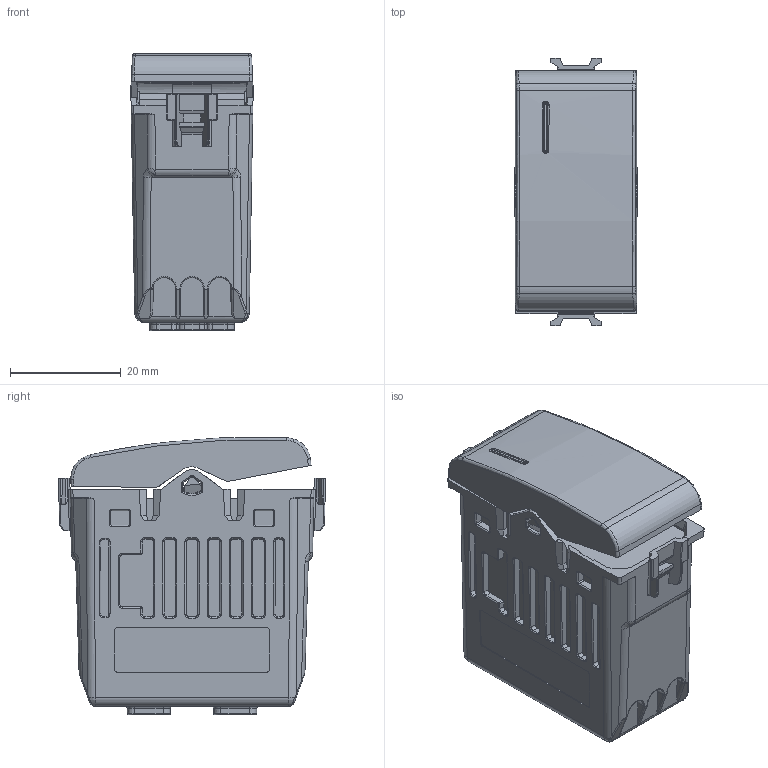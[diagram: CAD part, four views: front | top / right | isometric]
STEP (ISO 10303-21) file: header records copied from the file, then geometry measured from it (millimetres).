
FILE_DESCRIPTION(('CATIA V5 STEP Exchange','CAx-IF Rec.Pracs.--- Model Styling and Organization---1.4--- 2014-01-23'),'2;1');
FILE_NAME('GW10572A.stp','2024-02-06T11:10:12+00:00',('none'),('none'),'CATIA Version 5-6 Release 2019 SP6','CATIA V5 STEP AP214 v1','none');
FILE_SCHEMA(('AUTOMOTIVE_DESIGN { 1 0 10303 214 1 1 1 1 }'));
Length unit declared in the file: millimetre
Products named in the file (1): GW10572A
Bounding box: 22.12 x 48.25 x 50.1 mm (x, y, z)
Volume: 33969.8 mm3; surface area: 12806.1 mm2
Topology: 3 solids, 6 shells, 1440 faces, 3591 edges, 2144 vertices
Faces by surface type: plane 501, cylinder 474, bspline 254, torus 100, cone 72, sphere 34, extrusion 5
Entity records: 54051 total; most frequent: CARTESIAN_POINT 23342, ORIENTED_EDGE 7090, DIRECTION 4108, EDGE_CURVE 3545, VERTEX_POINT 2144, AXIS2_PLACEMENT_3D 1608, VECTOR 1524, LINE 1519
